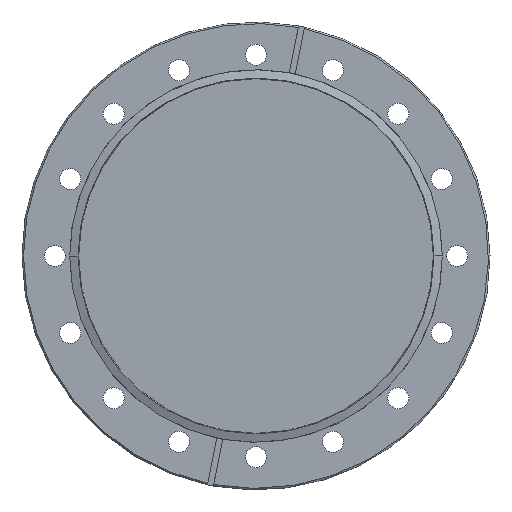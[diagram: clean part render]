
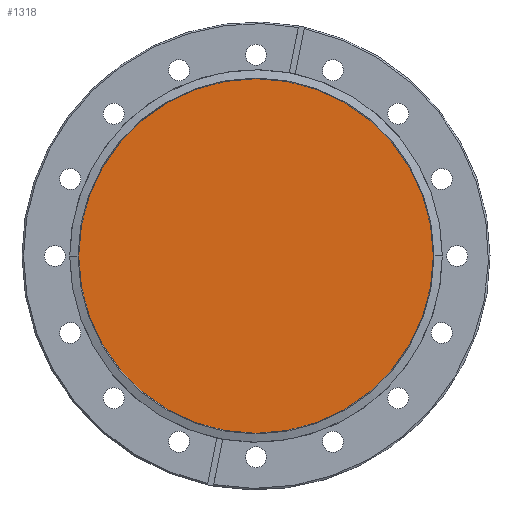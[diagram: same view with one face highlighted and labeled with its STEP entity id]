
A CAD part, front view. The second image highlights one B-rep face of the part: STEP entity #1318.
In plain terms, the highlighted planar face has unit normal (0, -1, 0).
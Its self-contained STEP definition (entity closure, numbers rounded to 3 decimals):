
#78 = CARTESIAN_POINT ( 'NONE',  ( 57.432, -8.7, 0. ) ) ;
#267 = CARTESIAN_POINT ( 'NONE',  ( 0., -8.7, 0. ) ) ;
#452 = EDGE_LOOP ( 'NONE', ( #2405, #459 ) ) ;
#459 = ORIENTED_EDGE ( 'NONE', *, *, #1389, .F. ) ;
#873 = VERTEX_POINT ( 'NONE', #1605 ) ;
#964 = DIRECTION ( 'NONE',  ( 0., -1., 0. ) ) ;
#1015 = AXIS2_PLACEMENT_3D ( 'NONE', #267, #1173, #2287 ) ;
#1149 = FACE_OUTER_BOUND ( 'NONE', #452, .T. ) ;
#1173 = DIRECTION ( 'NONE',  ( 0., 1., 0. ) ) ;
#1227 = CIRCLE ( 'NONE', #2279, 57.432 ) ;
#1293 = EDGE_CURVE ( 'NONE', #2325, #873, #1227, .T. ) ;
#1318 = ADVANCED_FACE ( 'NONE', ( #1149 ), #1390, .T. ) ;
#1389 = EDGE_CURVE ( 'NONE', #873, #2325, #2140, .T. ) ;
#1390 = PLANE ( 'NONE',  #2868 ) ;
#1459 = DIRECTION ( 'NONE',  ( -1., 0., 0. ) ) ;
#1605 = CARTESIAN_POINT ( 'NONE',  ( -57.432, -8.7, 0. ) ) ;
#1847 = DIRECTION ( 'NONE',  ( 1., 0., 0. ) ) ;
#1865 = CARTESIAN_POINT ( 'NONE',  ( 0., -8.7, 0. ) ) ;
#2036 = DIRECTION ( 'NONE',  ( 0., 1., 0. ) ) ;
#2140 = CIRCLE ( 'NONE', #1015, 57.432 ) ;
#2279 = AXIS2_PLACEMENT_3D ( 'NONE', #2526, #2036, #1459 ) ;
#2287 = DIRECTION ( 'NONE',  ( -1., 0., 0. ) ) ;
#2325 = VERTEX_POINT ( 'NONE', #78 ) ;
#2405 = ORIENTED_EDGE ( 'NONE', *, *, #1293, .F. ) ;
#2526 = CARTESIAN_POINT ( 'NONE',  ( 0., -8.7, 0. ) ) ;
#2868 = AXIS2_PLACEMENT_3D ( 'NONE', #1865, #964, #1847 ) ;
